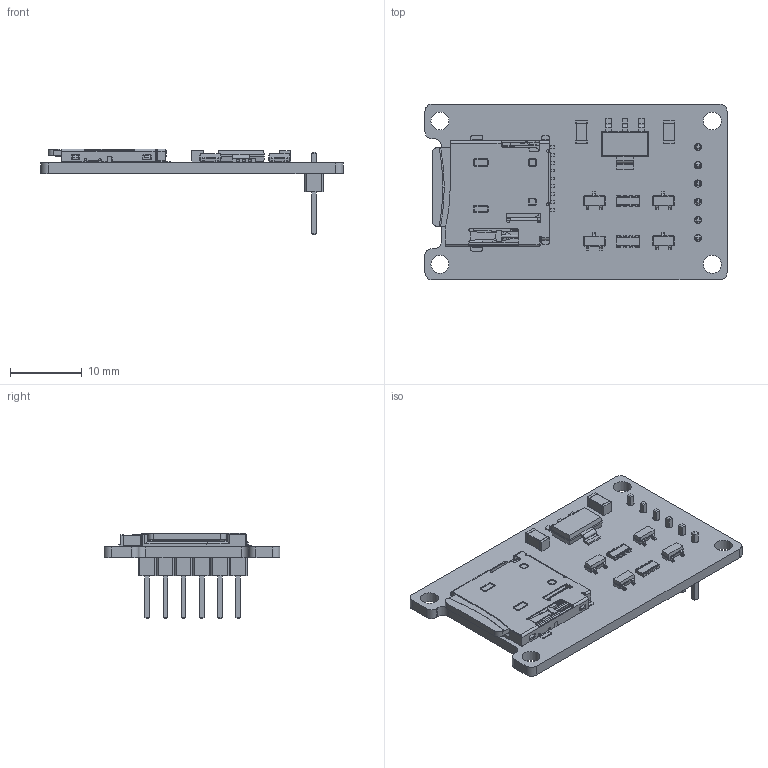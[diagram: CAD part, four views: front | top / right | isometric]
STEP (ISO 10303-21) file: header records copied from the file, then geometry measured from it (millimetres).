
FILE_DESCRIPTION(('KiCad electronic assembly'),'2;1');
FILE_NAME('sdcard-adapter.step','2025-05-10T19:49:56',('Pcbnew'),( 'Kicad'),'Open CASCADE STEP processor 7.8','KiCad to STEP converter' ,'Unknown');
FILE_SCHEMA(('AUTOMOTIVE_DESIGN { 1 0 10303 214 1 1 1 1 }'));
Length unit declared in the file: millimetre
Products named in the file (18): sdcard-adapter 1; SOT-23; MicroSD_Socket; Case^MicroSD_Socket; Insert^MicroSD_Socket; Brace^MicroSD_Socket; Spring^MicroSD_Socket; Lid^MicroSD_Socket; Pin_Middle^MicroSD_Socket; Pin_Short^MicroSD_Socket; Pin_Long^MicroSD_Socket; MicroSD_Card^MicroSD_Socket; Pin_CardIn^MicroSD_Socket; C_1206_3216Metric; R_Array_Convex_4x0603; PinHeader_1x06_P2.54mm_Vertical; SOT-223; sdcard-adapter_PCB
Assembly tree (27 placements, depth 3):
  sdcard-adapter 1
    SOT-23  x4
    MicroSD_Socket
      Case^MicroSD_Socket
      Insert^MicroSD_Socket
      Brace^MicroSD_Socket
      Spring^MicroSD_Socket
      Lid^MicroSD_Socket
      Pin_Middle^MicroSD_Socket  x5
      Pin_Short^MicroSD_Socket
      Pin_Long^MicroSD_Socket  x2
      MicroSD_Card^MicroSD_Socket
      Pin_CardIn^MicroSD_Socket
    C_1206_3216Metric  x2
    R_Array_Convex_4x0603  x2
    PinHeader_1x06_P2.54mm_Vertical
    SOT-223
    sdcard-adapter_PCB
Bounding box: 42.17 x 24.53 x 11.99 mm (x, y, z)
Volume: 1958.4 mm3; surface area: 4364.3 mm2
Topology: 34 solids, 34 shells, 2178 faces, 5928 edges, 3833 vertices
Faces by surface type: plane 1410, cylinder 588, bspline 130, torus 28, revolution 17, cone 5
Full cylindrical faces by diameter (mm): 0.991 x2, 1 x6, 2.5 x4
Entity records: 57409 total; most frequent: CARTESIAN_POINT 12187, ORIENTED_EDGE 8542, DIRECTION 8151, EDGE_CURVE 4271, LINE 3254, VECTOR 3254, VERTEX_POINT 2775, AXIS2_PLACEMENT_3D 2440
